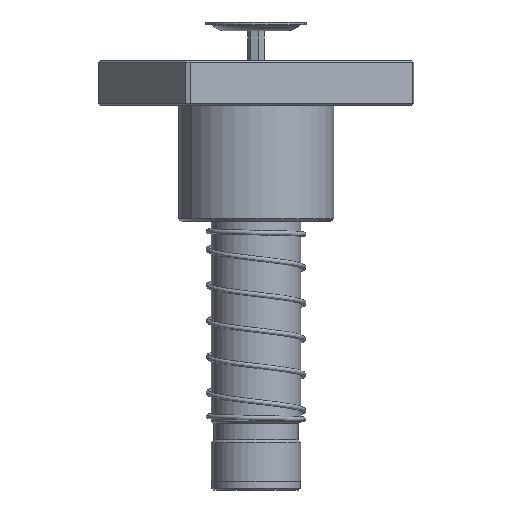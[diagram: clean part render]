
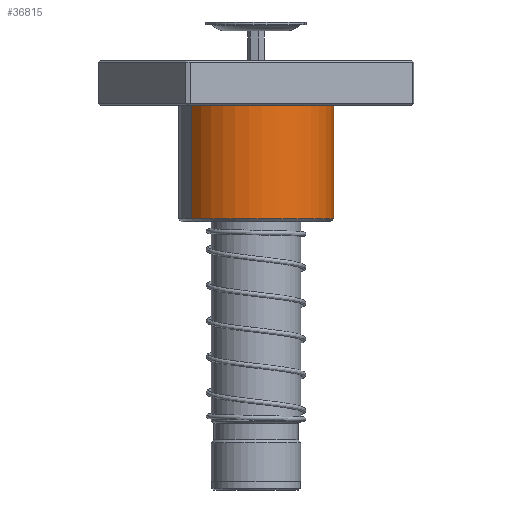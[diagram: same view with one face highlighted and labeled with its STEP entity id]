
A CAD part, front view. The second image highlights one B-rep face of the part: STEP entity #36815.
In plain terms, the highlighted cylindrical face has radius 43.5 mm (diameter 87 mm), a partial arc.
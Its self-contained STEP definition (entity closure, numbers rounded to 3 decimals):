
#2966 = VERTEX_POINT ( 'NONE', #39786 ) ;
#4410 = DIRECTION ( 'NONE',  ( 0., 0., -1. ) ) ;
#7352 = VECTOR ( 'NONE', #44145, 1000. ) ;
#10176 = CARTESIAN_POINT ( 'NONE',  ( -43.5, 0., 90. ) ) ;
#15122 = CARTESIAN_POINT ( 'NONE',  ( -43.5, 0., 88.5 ) ) ;
#16724 = DIRECTION ( 'NONE',  ( 0., 0., -1. ) ) ;
#16899 = FACE_OUTER_BOUND ( 'NONE', #27111, .T. ) ;
#17333 = VERTEX_POINT ( 'NONE', #41609 ) ;
#17388 = AXIS2_PLACEMENT_3D ( 'NONE', #40263, #21392, #39771 ) ;
#18539 = EDGE_CURVE ( 'NONE', #17333, #27941, #43065, .T. ) ;
#18917 = AXIS2_PLACEMENT_3D ( 'NONE', #40969, #33515, #26054 ) ;
#19644 = AXIS2_PLACEMENT_3D ( 'NONE', #24189, #16724, #39706 ) ;
#21392 = DIRECTION ( 'NONE',  ( 0., 0., 1. ) ) ;
#21797 = EDGE_CURVE ( 'NONE', #17333, #2966, #38275, .T. ) ;
#22316 = VECTOR ( 'NONE', #4410, 1000. ) ;
#24189 = CARTESIAN_POINT ( 'NONE',  ( 0., 0., 88.5 ) ) ;
#24212 = ORIENTED_EDGE ( 'NONE', *, *, #44933, .T. ) ;
#25335 = EDGE_CURVE ( 'NONE', #27941, #45120, #35247, .T. ) ;
#25517 = CARTESIAN_POINT ( 'NONE',  ( -43.5, 0., 25. ) ) ;
#26054 = DIRECTION ( 'NONE',  ( -1., 0., 0. ) ) ;
#27111 = EDGE_LOOP ( 'NONE', ( #46568, #28075, #48111, #24212 ) ) ;
#27941 = VERTEX_POINT ( 'NONE', #15122 ) ;
#28075 = ORIENTED_EDGE ( 'NONE', *, *, #18539, .T. ) ;
#30428 = CIRCLE ( 'NONE', #17388, 43.5 ) ;
#33515 = DIRECTION ( 'NONE',  ( 0., 0., -1. ) ) ;
#35247 = LINE ( 'NONE', #10176, #7352 ) ;
#36815 = ADVANCED_FACE ( 'NONE', ( #16899 ), #46571, .T. ) ;
#38275 = LINE ( 'NONE', #38590, #22316 ) ;
#38590 = CARTESIAN_POINT ( 'NONE',  ( 43.5, 0., 90. ) ) ;
#39706 = DIRECTION ( 'NONE',  ( 1., 0., 0. ) ) ;
#39771 = DIRECTION ( 'NONE',  ( 1., 0., 0. ) ) ;
#39786 = CARTESIAN_POINT ( 'NONE',  ( 43.5, 0., 25. ) ) ;
#40263 = CARTESIAN_POINT ( 'NONE',  ( 0., 0., 25. ) ) ;
#40969 = CARTESIAN_POINT ( 'NONE',  ( 0., 0., 90. ) ) ;
#41609 = CARTESIAN_POINT ( 'NONE',  ( 43.5, 0., 88.5 ) ) ;
#43065 = CIRCLE ( 'NONE', #19644, 43.5 ) ;
#44145 = DIRECTION ( 'NONE',  ( 0., 0., -1. ) ) ;
#44933 = EDGE_CURVE ( 'NONE', #45120, #2966, #30428, .T. ) ;
#45120 = VERTEX_POINT ( 'NONE', #25517 ) ;
#46568 = ORIENTED_EDGE ( 'NONE', *, *, #21797, .F. ) ;
#46571 = CYLINDRICAL_SURFACE ( 'NONE', #18917, 43.5 ) ;
#48111 = ORIENTED_EDGE ( 'NONE', *, *, #25335, .T. ) ;
